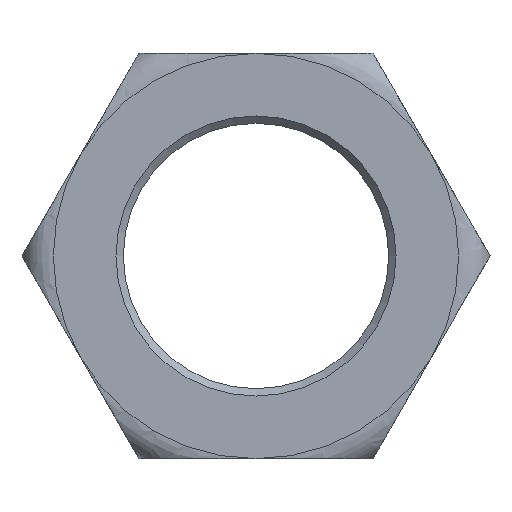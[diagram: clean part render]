
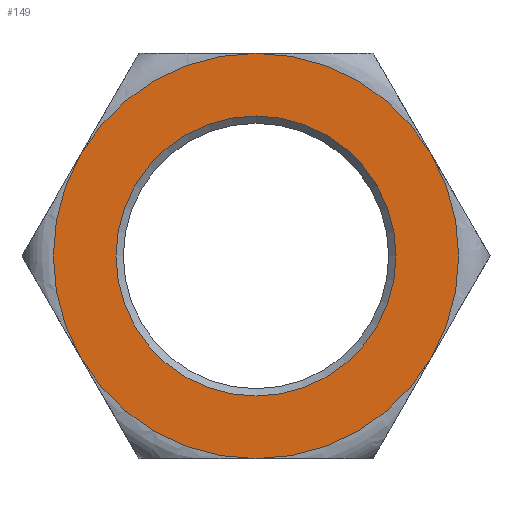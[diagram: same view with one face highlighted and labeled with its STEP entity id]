
A CAD part, front view. The second image highlights one B-rep face of the part: STEP entity #149.
In plain terms, the highlighted planar face has unit normal (0, -1, 0).
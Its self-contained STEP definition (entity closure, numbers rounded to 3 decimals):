
#48 = LINE ( 'NONE', #479, #1138 ) ;
#73 = FACE_BOUND ( 'NONE', #1386, .T. ) ;
#78 = VECTOR ( 'NONE', #382, 1000. ) ;
#94 = CARTESIAN_POINT ( 'NONE',  ( -47.631, -30.5, -27.5 ) ) ;
#97 = VERTEX_POINT ( 'NONE', #476 ) ;
#107 = DIRECTION ( 'NONE',  ( 0.5, 0., -0.866 ) ) ;
#125 = CARTESIAN_POINT ( 'NONE',  ( 0., -30.5, 0. ) ) ;
#127 = EDGE_CURVE ( 'NONE', #383, #97, #721, .T. ) ;
#149 = ADVANCED_FACE ( 'NONE', ( #73, #201 ), #978, .F. ) ;
#163 = AXIS2_PLACEMENT_3D ( 'NONE', #1277, #305, #411 ) ;
#174 = EDGE_CURVE ( 'NONE', #706, #1125, #598, .T. ) ;
#199 = VERTEX_POINT ( 'NONE', #406 ) ;
#201 = FACE_OUTER_BOUND ( 'NONE', #1117, .T. ) ;
#248 = ORIENTED_EDGE ( 'NONE', *, *, #174, .F. ) ;
#260 = CARTESIAN_POINT ( 'NONE',  ( 0., -30.5, 38. ) ) ;
#278 = EDGE_CURVE ( 'NONE', #806, #806, #866, .T. ) ;
#288 = DIRECTION ( 'NONE',  ( 0., 1., 0. ) ) ;
#292 = ORIENTED_EDGE ( 'NONE', *, *, #1202, .F. ) ;
#305 = DIRECTION ( 'NONE',  ( 0., 1., 0. ) ) ;
#306 = AXIS2_PLACEMENT_3D ( 'NONE', #561, #872, #426 ) ;
#337 = EDGE_CURVE ( 'NONE', #199, #977, #791, .T. ) ;
#346 = CIRCLE ( 'NONE', #747, 55. ) ;
#374 = DIRECTION ( 'NONE',  ( 1., 0., 0. ) ) ;
#382 = DIRECTION ( 'NONE',  ( 0.5, 0., 0.866 ) ) ;
#383 = VERTEX_POINT ( 'NONE', #775 ) ;
#398 = EDGE_CURVE ( 'NONE', #97, #706, #657, .T. ) ;
#406 = CARTESIAN_POINT ( 'NONE',  ( 0., -30.5, -55. ) ) ;
#411 = DIRECTION ( 'NONE',  ( 1., 0., 0. ) ) ;
#426 = DIRECTION ( 'NONE',  ( 0., 0., 1. ) ) ;
#437 = AXIS2_PLACEMENT_3D ( 'NONE', #1299, #1194, #1065 ) ;
#443 = CARTESIAN_POINT ( 'NONE',  ( 0., -30.5, 0. ) ) ;
#471 = CARTESIAN_POINT ( 'NONE',  ( 47.631, -30.5, 27.5 ) ) ;
#476 = CARTESIAN_POINT ( 'NONE',  ( 47.631, -30.5, 27.5 ) ) ;
#479 = CARTESIAN_POINT ( 'NONE',  ( -31.754, -30.5, 55. ) ) ;
#482 = LINE ( 'NONE', #1152, #78 ) ;
#483 = EDGE_CURVE ( 'NONE', #1163, #980, #1119, .T. ) ;
#534 = CIRCLE ( 'NONE', #1344, 55. ) ;
#545 = CARTESIAN_POINT ( 'NONE',  ( -47.631, -30.5, 27.5 ) ) ;
#561 = CARTESIAN_POINT ( 'NONE',  ( 0., -30.5, 0. ) ) ;
#562 = DIRECTION ( 'NONE',  ( 0., 1., 0. ) ) ;
#598 = CIRCLE ( 'NONE', #163, 55. ) ;
#611 = DIRECTION ( 'NONE',  ( 0., 1., 0. ) ) ;
#636 = ORIENTED_EDGE ( 'NONE', *, *, #1381, .F. ) ;
#657 = LINE ( 'NONE', #1107, #1098 ) ;
#667 = CARTESIAN_POINT ( 'NONE',  ( 31.754, -30.5, -55. ) ) ;
#670 = AXIS2_PLACEMENT_3D ( 'NONE', #1397, #288, #1197 ) ;
#673 = ORIENTED_EDGE ( 'NONE', *, *, #1030, .F. ) ;
#679 = ORIENTED_EDGE ( 'NONE', *, *, #1075, .F. ) ;
#705 = CARTESIAN_POINT ( 'NONE',  ( 47.631, -30.5, -27.5 ) ) ;
#706 = VERTEX_POINT ( 'NONE', #471 ) ;
#721 = CIRCLE ( 'NONE', #908, 55. ) ;
#727 = ORIENTED_EDGE ( 'NONE', *, *, #337, .F. ) ;
#747 = AXIS2_PLACEMENT_3D ( 'NONE', #125, #562, #1015 ) ;
#770 = ORIENTED_EDGE ( 'NONE', *, *, #483, .F. ) ;
#775 = CARTESIAN_POINT ( 'NONE',  ( 0., -30.5, 55. ) ) ;
#781 = LINE ( 'NONE', #667, #1387 ) ;
#791 = CIRCLE ( 'NONE', #1364, 55. ) ;
#796 = VERTEX_POINT ( 'NONE', #545 ) ;
#806 = VERTEX_POINT ( 'NONE', #260 ) ;
#825 = DIRECTION ( 'NONE',  ( 1., 0., 0. ) ) ;
#866 = CIRCLE ( 'NONE', #306, 38. ) ;
#869 = CARTESIAN_POINT ( 'NONE',  ( 0., -30.5, 0. ) ) ;
#872 = DIRECTION ( 'NONE',  ( 0., 1., 0. ) ) ;
#888 = DIRECTION ( 'NONE',  ( 0., 1., 0. ) ) ;
#908 = AXIS2_PLACEMENT_3D ( 'NONE', #869, #611, #1176 ) ;
#977 = VERTEX_POINT ( 'NONE', #94 ) ;
#978 = PLANE ( 'NONE',  #670 ) ;
#980 = VERTEX_POINT ( 'NONE', #1166 ) ;
#1015 = DIRECTION ( 'NONE',  ( 1., 0., 0. ) ) ;
#1030 = EDGE_CURVE ( 'NONE', #1192, #199, #781, .T. ) ;
#1043 = CARTESIAN_POINT ( 'NONE',  ( -47.631, -30.5, 27.5 ) ) ;
#1065 = DIRECTION ( 'NONE',  ( 1., 0., 0. ) ) ;
#1072 = EDGE_CURVE ( 'NONE', #796, #1163, #482, .T. ) ;
#1075 = EDGE_CURVE ( 'NONE', #977, #796, #534, .T. ) ;
#1097 = ORIENTED_EDGE ( 'NONE', *, *, #398, .F. ) ;
#1098 = VECTOR ( 'NONE', #107, 1000. ) ;
#1107 = CARTESIAN_POINT ( 'NONE',  ( 31.754, -30.5, 55. ) ) ;
#1111 = ORIENTED_EDGE ( 'NONE', *, *, #1072, .F. ) ;
#1115 = DIRECTION ( 'NONE',  ( -1., 0., 0. ) ) ;
#1117 = EDGE_LOOP ( 'NONE', ( #727, #673, #636, #248, #1097, #1244, #292, #770, #1111, #679 ) ) ;
#1119 = CIRCLE ( 'NONE', #437, 55. ) ;
#1125 = VERTEX_POINT ( 'NONE', #705 ) ;
#1138 = VECTOR ( 'NONE', #825, 1000. ) ;
#1147 = CARTESIAN_POINT ( 'NONE',  ( 0., -30.5, -55. ) ) ;
#1152 = CARTESIAN_POINT ( 'NONE',  ( -63.509, -30.5, 0. ) ) ;
#1163 = VERTEX_POINT ( 'NONE', #1043 ) ;
#1166 = CARTESIAN_POINT ( 'NONE',  ( 0., -30.5, 55. ) ) ;
#1176 = DIRECTION ( 'NONE',  ( 1., 0., 0. ) ) ;
#1192 = VERTEX_POINT ( 'NONE', #1147 ) ;
#1194 = DIRECTION ( 'NONE',  ( 0., 1., 0. ) ) ;
#1197 = DIRECTION ( 'NONE',  ( 0., 0., 1. ) ) ;
#1202 = EDGE_CURVE ( 'NONE', #980, #383, #48, .T. ) ;
#1244 = ORIENTED_EDGE ( 'NONE', *, *, #127, .F. ) ;
#1265 = ORIENTED_EDGE ( 'NONE', *, *, #278, .T. ) ;
#1268 = DIRECTION ( 'NONE',  ( 0., 1., 0. ) ) ;
#1277 = CARTESIAN_POINT ( 'NONE',  ( 0., -30.5, 0. ) ) ;
#1299 = CARTESIAN_POINT ( 'NONE',  ( 0., -30.5, 0. ) ) ;
#1324 = DIRECTION ( 'NONE',  ( 1., 0., 0. ) ) ;
#1344 = AXIS2_PLACEMENT_3D ( 'NONE', #1371, #1268, #374 ) ;
#1364 = AXIS2_PLACEMENT_3D ( 'NONE', #443, #888, #1324 ) ;
#1371 = CARTESIAN_POINT ( 'NONE',  ( 0., -30.5, 0. ) ) ;
#1381 = EDGE_CURVE ( 'NONE', #1125, #1192, #346, .T. ) ;
#1386 = EDGE_LOOP ( 'NONE', ( #1265 ) ) ;
#1387 = VECTOR ( 'NONE', #1115, 1000. ) ;
#1397 = CARTESIAN_POINT ( 'NONE',  ( 0., -30.5, 0. ) ) ;
